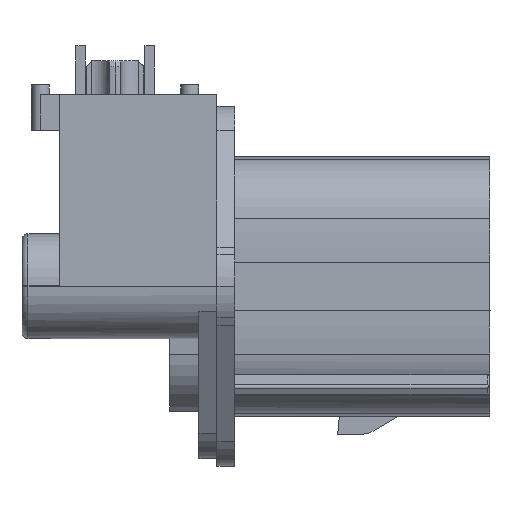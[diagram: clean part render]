
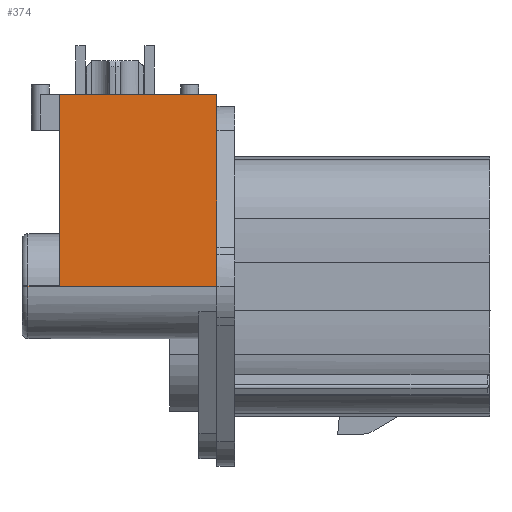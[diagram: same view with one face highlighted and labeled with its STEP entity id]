
A CAD part, left-side view. The second image highlights one B-rep face of the part: STEP entity #374.
In plain terms, the highlighted planar face has unit normal (-1, 0, 0).
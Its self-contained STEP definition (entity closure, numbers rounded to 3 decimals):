
#374=ADVANCED_FACE('',(#1699),#1700,.F.);
#1699=FACE_OUTER_BOUND('',#3746,.T.);
#1700=PLANE('',#3747);
#3746=EDGE_LOOP('',(#7735,#7736,#7737,#7738,#7739,#7740,#7741));
#3747=AXIS2_PLACEMENT_3D('',#7742,#7743,#7744);
#7735=ORIENTED_EDGE('',*,*,#13554,.F.);
#7736=ORIENTED_EDGE('',*,*,#14371,.T.);
#7737=ORIENTED_EDGE('',*,*,#14389,.F.);
#7738=ORIENTED_EDGE('',*,*,#14395,.F.);
#7739=ORIENTED_EDGE('',*,*,#14396,.T.);
#7740=ORIENTED_EDGE('',*,*,#14397,.F.);
#7741=ORIENTED_EDGE('',*,*,#14398,.F.);
#7742=CARTESIAN_POINT('',(-18.588,2.987,-44.478));
#7743=DIRECTION('',(1.,0.,0.));
#7744=DIRECTION('',(0.0,-1.0,0.));
#13554=EDGE_CURVE('',#16417,#16419,#16420,.T.);
#14371=EDGE_CURVE('',#16417,#16444,#17806,.T.);
#14389=EDGE_CURVE('',#17831,#16444,#17833,.T.);
#14395=EDGE_CURVE('',#17841,#17831,#17842,.T.);
#14396=EDGE_CURVE('',#17841,#17843,#17844,.T.);
#14397=EDGE_CURVE('',#16429,#17843,#17845,.T.);
#14398=EDGE_CURVE('',#16419,#16429,#17846,.T.);
#16417=VERTEX_POINT('',#20935);
#16419=VERTEX_POINT('',#20937);
#16420=LINE('',#20938,#20939);
#16429=VERTEX_POINT('',#20948);
#16444=VERTEX_POINT('',#20977);
#17806=LINE('',#23004,#23005);
#17831=VERTEX_POINT('',#23042);
#17833=LINE('',#23045,#23046);
#17841=VERTEX_POINT('',#23058);
#17842=LINE('',#23059,#23060);
#17843=VERTEX_POINT('',#23061);
#17844=LINE('',#23062,#23063);
#17845=LINE('',#23064,#23065);
#17846=LINE('',#23066,#23067);
#20935=CARTESIAN_POINT('',(-18.588,4.638,-32.366));
#20937=CARTESIAN_POINT('',(-18.588,20.64,-32.366));
#20938=CARTESIAN_POINT('',(-18.588,4.638,-32.366));
#20939=VECTOR('',#27774,16.002);
#20948=CARTESIAN_POINT('',(-18.588,20.64,-32.305));
#20977=CARTESIAN_POINT('',(-18.588,4.638,-29.876));
#23004=CARTESIAN_POINT('',(-18.588,4.638,-32.366));
#23005=VECTOR('',#28993,2.49);
#23042=CARTESIAN_POINT('',(-18.588,4.638,-16.08));
#23045=CARTESIAN_POINT('',(-18.588,4.638,-16.08));
#23046=VECTOR('',#29019,13.796);
#23058=CARTESIAN_POINT('',(-18.588,17.951,-16.08));
#23059=CARTESIAN_POINT('',(-18.588,17.951,-16.08));
#23060=VECTOR('',#29027,13.313);
#23061=CARTESIAN_POINT('',(-18.588,17.951,-32.305));
#23062=CARTESIAN_POINT('',(-18.588,17.951,-16.08));
#23063=VECTOR('',#29028,16.226);
#23064=CARTESIAN_POINT('',(-18.588,20.64,-32.305));
#23065=VECTOR('',#29029,2.689);
#23066=CARTESIAN_POINT('',(-18.588,20.64,-32.366));
#23067=VECTOR('',#29030,0.06);
#27774=DIRECTION('',(0.,1.,0.));
#28993=DIRECTION('',(0.,0.,1.));
#29019=DIRECTION('',(0.,0.,-1.));
#29027=DIRECTION('',(0.,-1.0,0.));
#29028=DIRECTION('',(0.,0.,-1.));
#29029=DIRECTION('',(0.,-1.,0.));
#29030=DIRECTION('',(0.,0.,1.));
